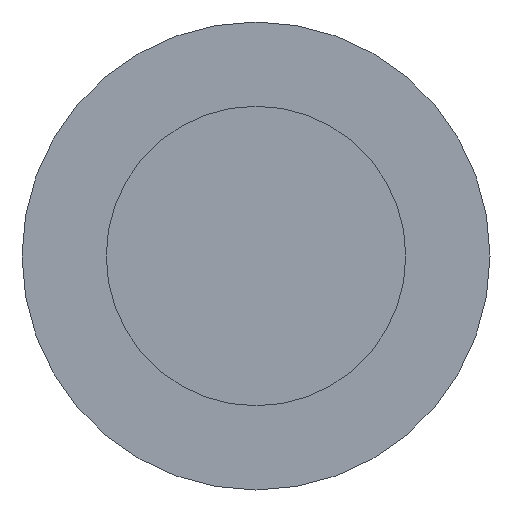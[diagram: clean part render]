
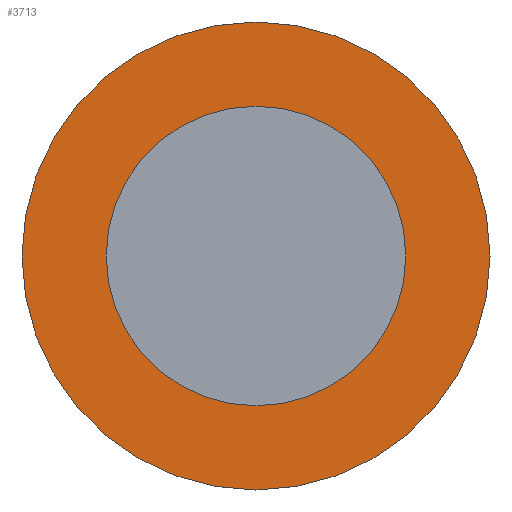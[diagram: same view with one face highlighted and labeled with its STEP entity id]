
A CAD part, left-side view. The second image highlights one B-rep face of the part: STEP entity #3713.
In plain terms, the highlighted planar face has unit normal (-1, 0, 0).
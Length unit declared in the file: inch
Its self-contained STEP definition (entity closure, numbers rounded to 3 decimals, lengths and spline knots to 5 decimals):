
#12 = VERTEX_POINT ( 'NONE', #678 ) ;
#25 = CARTESIAN_POINT ( 'NONE',  ( -2.75, 0., 0. ) ) ;
#33 = VERTEX_POINT ( 'NONE', #2950 ) ;
#40 = ORIENTED_EDGE ( 'NONE', *, *, #672, .F. ) ;
#42 = AXIS2_PLACEMENT_3D ( 'NONE', #25, #595, #1188 ) ;
#167 = CARTESIAN_POINT ( 'NONE',  ( -2.75, 0., 0. ) ) ;
#218 = AXIS2_PLACEMENT_3D ( 'NONE', #2678, #3324, #441 ) ;
#441 = DIRECTION ( 'NONE',  ( 0., 0., 1. ) ) ;
#595 = DIRECTION ( 'NONE',  ( -1., 0., 0. ) ) ;
#672 = EDGE_CURVE ( 'NONE', #3564, #12, #2671, .T. ) ;
#678 = CARTESIAN_POINT ( 'NONE',  ( -2.75, 0., 2. ) ) ;
#748 = AXIS2_PLACEMENT_3D ( 'NONE', #2281, #1401, #1693 ) ;
#1090 = ORIENTED_EDGE ( 'NONE', *, *, #3102, .T. ) ;
#1139 = CIRCLE ( 'NONE', #3541, 3.125 ) ;
#1180 = EDGE_CURVE ( 'NONE', #33, #3707, #3462, .T. ) ;
#1188 = DIRECTION ( 'NONE',  ( 0., 0., 1. ) ) ;
#1270 = CARTESIAN_POINT ( 'NONE',  ( -2.75, 0., -2. ) ) ;
#1401 = DIRECTION ( 'NONE',  ( -1., 0., 0. ) ) ;
#1450 = EDGE_LOOP ( 'NONE', ( #1090, #2863 ) ) ;
#1590 = AXIS2_PLACEMENT_3D ( 'NONE', #3436, #2824, #1630 ) ;
#1630 = DIRECTION ( 'NONE',  ( 0., 0., -1. ) ) ;
#1693 = DIRECTION ( 'NONE',  ( 0., 0., 1. ) ) ;
#1771 = EDGE_LOOP ( 'NONE', ( #2705, #40 ) ) ;
#2265 = CARTESIAN_POINT ( 'NONE',  ( -2.75, 0., 3.125 ) ) ;
#2281 = CARTESIAN_POINT ( 'NONE',  ( -2.75, 0., 0. ) ) ;
#2671 = CIRCLE ( 'NONE', #42, 2. ) ;
#2678 = CARTESIAN_POINT ( 'NONE',  ( -2.75, 0., 0. ) ) ;
#2705 = ORIENTED_EDGE ( 'NONE', *, *, #3708, .F. ) ;
#2734 = DIRECTION ( 'NONE',  ( 0., 0., 1. ) ) ;
#2824 = DIRECTION ( 'NONE',  ( 1., 0., 0. ) ) ;
#2863 = ORIENTED_EDGE ( 'NONE', *, *, #1180, .T. ) ;
#2950 = CARTESIAN_POINT ( 'NONE',  ( -2.75, 0., -3.125 ) ) ;
#3102 = EDGE_CURVE ( 'NONE', #3707, #33, #1139, .T. ) ;
#3107 = FACE_OUTER_BOUND ( 'NONE', #1450, .T. ) ;
#3128 = PLANE ( 'NONE',  #1590 ) ;
#3210 = CIRCLE ( 'NONE', #748, 2. ) ;
#3324 = DIRECTION ( 'NONE',  ( -1., 0., 0. ) ) ;
#3436 = CARTESIAN_POINT ( 'NONE',  ( -2.75, 2., 0. ) ) ;
#3462 = CIRCLE ( 'NONE', #218, 3.125 ) ;
#3525 = DIRECTION ( 'NONE',  ( -1., 0., 0. ) ) ;
#3541 = AXIS2_PLACEMENT_3D ( 'NONE', #167, #3525, #2734 ) ;
#3564 = VERTEX_POINT ( 'NONE', #1270 ) ;
#3707 = VERTEX_POINT ( 'NONE', #2265 ) ;
#3708 = EDGE_CURVE ( 'NONE', #12, #3564, #3210, .T. ) ;
#3713 = ADVANCED_FACE ( 'NONE', ( #3715, #3107 ), #3128, .F. ) ;
#3715 = FACE_BOUND ( 'NONE', #1771, .T. ) ;
